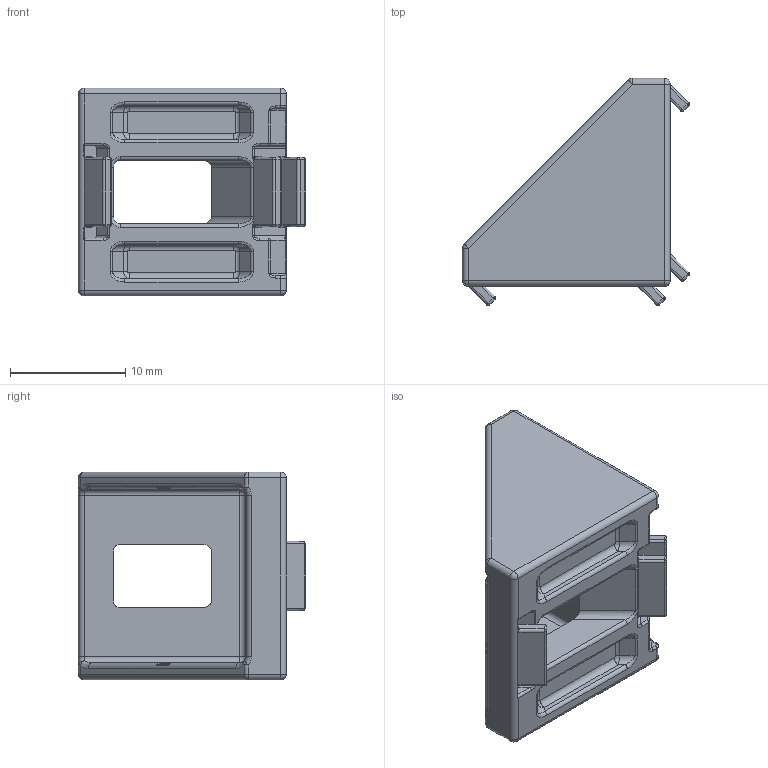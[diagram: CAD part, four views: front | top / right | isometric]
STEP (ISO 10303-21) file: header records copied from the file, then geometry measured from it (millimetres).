
FILE_DESCRIPTION (( 'STEP AP203' ), '1' );
FILE_NAME ('084.305.032.STEP', '2016-06-10T09:51:08', ( '' ), ( '' ), 'SwSTEP 2.0', 'SolidWorks 2016', '' );
FILE_SCHEMA (( 'CONFIG_CONTROL_DESIGN' ));
Length unit declared in the file: millimetre
Products named in the file (1): 084.305.032
Bounding box: 19.68 x 19.68 x 18 mm (x, y, z)
Volume: 1810.1 mm3; surface area: 2067.6 mm2
Topology: 1 solids, 1 shells, 425 faces, 993 edges, 550 vertices
Faces by surface type: cylinder 188, plane 81, bspline 80, sphere 46, torus 30
Entity records: 12902 total; most frequent: CARTESIAN_POINT 3917, ORIENTED_EDGE 1926, DIRECTION 1869, EDGE_CURVE 963, AXIS2_PLACEMENT_3D 738, VERTEX_POINT 542, EDGE_LOOP 431, FACE_OUTER_BOUND 425
